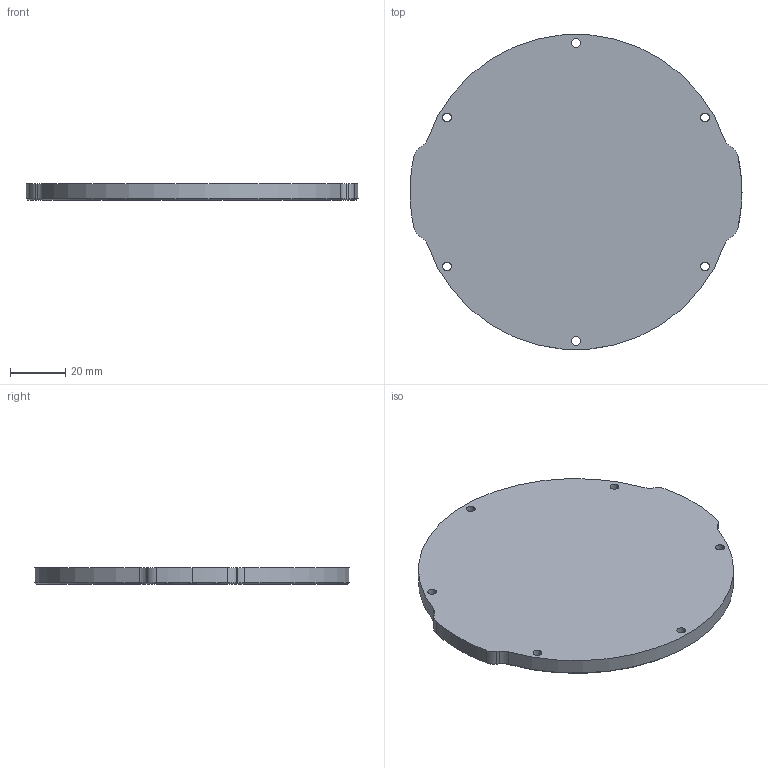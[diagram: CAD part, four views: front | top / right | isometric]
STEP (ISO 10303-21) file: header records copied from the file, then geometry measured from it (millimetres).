
FILE_DESCRIPTION (( 'STEP AP203' ), '1' );
FILE_NAME ('WTE4-M-END-CAP-R1.STEP', '2015-10-15T17:41:22', ( '' ), ( '' ), 'SwSTEP 2.0', 'SolidWorks 2014', '' );
FILE_SCHEMA (( 'CONFIG_CONTROL_DESIGN' ));
Length unit declared in the file: millimetre
Products named in the file (1): WTE4-M-END-CAP-R1
Bounding box: 120.3 x 113.92 x 6 mm (x, y, z)
Volume: 62410.2 mm3; surface area: 23266.9 mm2
Topology: 1 solids, 1 shells, 48 faces, 122 edges, 76 vertices
Faces by surface type: cylinder 25, cone 13, plane 10
Entity records: 1563 total; most frequent: DIRECTION 284, CARTESIAN_POINT 247, ORIENTED_EDGE 244, EDGE_CURVE 122, AXIS2_PLACEMENT_3D 113, VERTEX_POINT 76, CIRCLE 64, EDGE_LOOP 60
